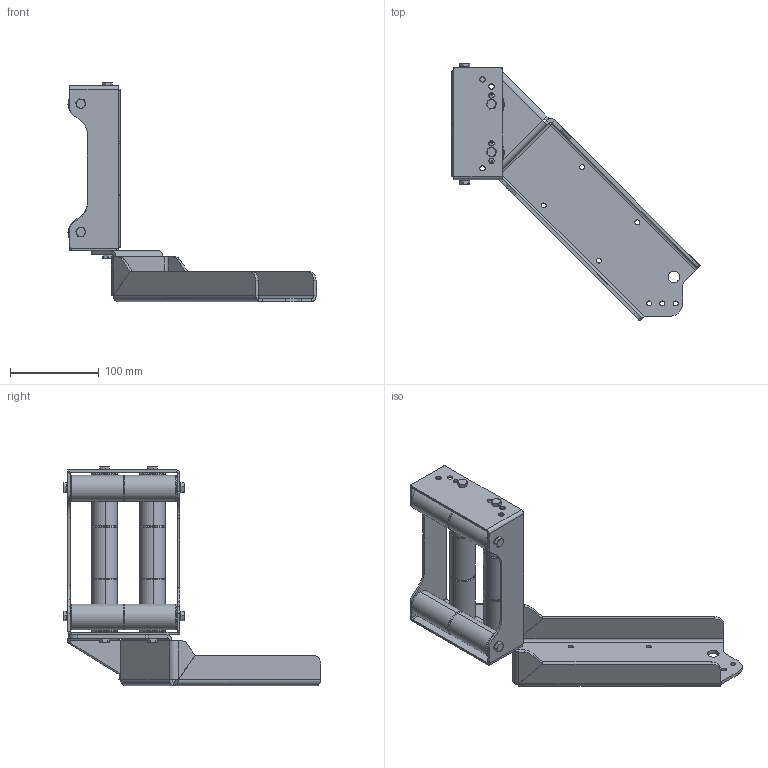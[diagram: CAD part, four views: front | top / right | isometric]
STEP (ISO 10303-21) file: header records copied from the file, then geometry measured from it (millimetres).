
FILE_DESCRIPTION (( 'STEP AP203' ), '1' );
FILE_NAME ('1706.STEP', '2024-11-25T12:35:44', ( '' ), ( '' ), 'SwSTEP 2.0', 'SolidWorks 2023', '' );
FILE_SCHEMA (( 'CONFIG_CONTROL_DESIGN' ));
Products named in the file (1): 1706
Bounding box: 279.5 x 289.96 x 247.2 mm (x, y, z)
Volume: 505815.9 mm3; surface area: 358146.4 mm2
Topology: 41 solids, 41 shells, 2201 faces, 5159 edges, 2988 vertices
Faces by surface type: bspline 964, plane 394, cylinder 391, torus 244, cone 208
Full cylindrical faces by diameter (mm): 5 x8, 5.5 x7, 5.8 x8, 6.2 x20, 6.4 x8, 6.5 x6, 10 x12, 10.5 x8, 13 x1, 20 x8
Entity records: 77282 total; most frequent: CARTESIAN_POINT 34963, ORIENTED_EDGE 9806, DIRECTION 7101, EDGE_CURVE 4903, AXIS2_PLACEMENT_3D 3146, VERTEX_POINT 2942, EDGE_LOOP 2559, FACE_OUTER_BOUND 2331
